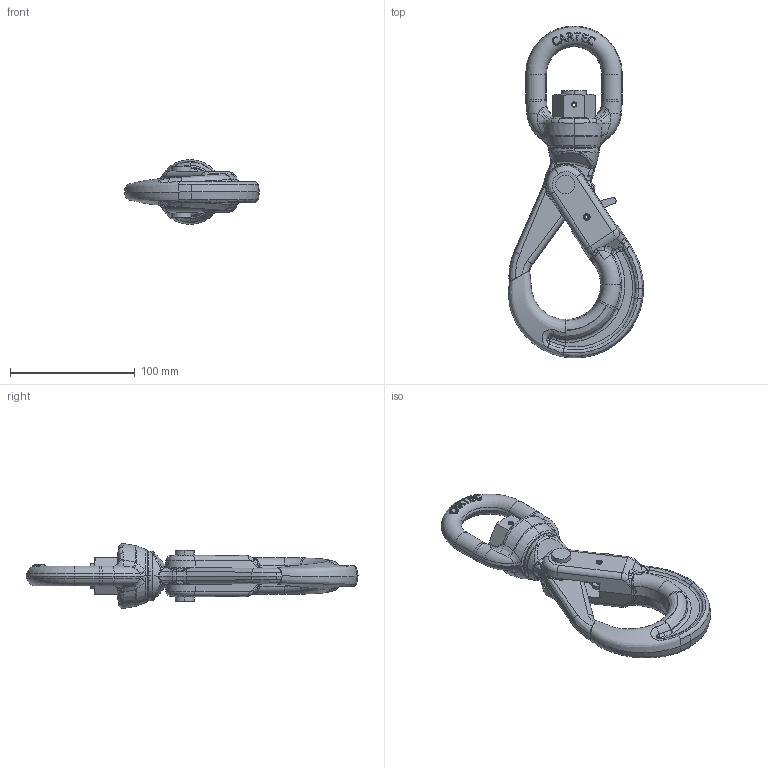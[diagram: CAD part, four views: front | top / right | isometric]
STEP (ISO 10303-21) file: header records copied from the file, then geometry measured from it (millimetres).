
FILE_DESCRIPTION(('STEP AP214'),'1');
FILE_NAME('crg_10.stp','2018-01-24T07:11:43',('TraceParts'),('TraceParts S.A.'),'Spatial InterOp 3D',' ',' ');
FILE_SCHEMA(('automotive_design'));
Length unit declared in the file: millimetre
Products named in the file (10): crg_10_1; crg_10_2; crg_10_3; crg_10_4; crg_10_5; crg_10_6; crg_10_7; crg_10_8; crg_10_9; crg_10_10
Bounding box: 108.48 x 266.54 x 52 mm (x, y, z)
Volume: 277819 mm3; surface area: 72509.6 mm2
Topology: 10 solids, 10 shells, 748 faces, 1858 edges, 1113 vertices
Faces by surface type: bspline 331, plane 158, cylinder 120, cone 74, torus 64, sphere 1
Entity records: 69810 total; most frequent: CARTESIAN_POINT 48060, ORIENTED_EDGE 3670, DIRECTION 2712, EDGE_CURVE 1835, AXIS2_PLACEMENT_3D 1148, VERTEX_POINT 1113, EDGE_LOOP 788, STYLED_ITEM 758
